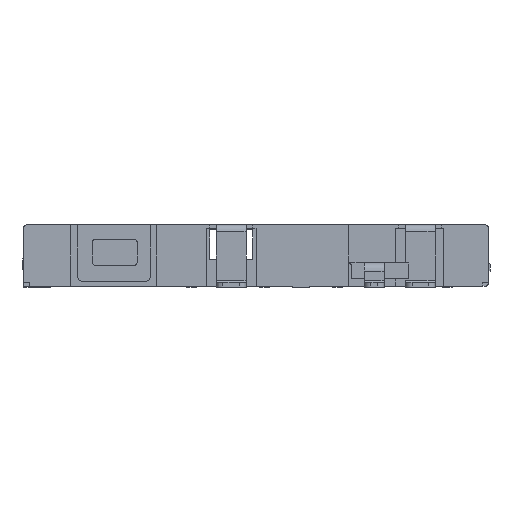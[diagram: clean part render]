
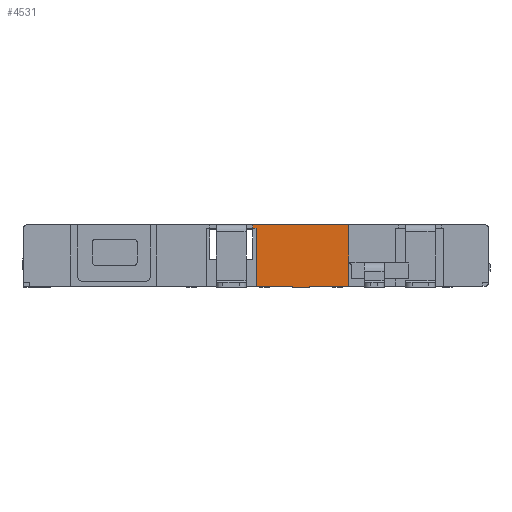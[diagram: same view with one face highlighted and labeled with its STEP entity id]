
A CAD part, front view. The second image highlights one B-rep face of the part: STEP entity #4531.
In plain terms, the highlighted planar face has unit normal (0, -1, 0).
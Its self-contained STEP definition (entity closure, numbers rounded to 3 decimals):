
#1796 = VERTEX_POINT('',#1797);
#1797 = CARTESIAN_POINT('',(0.65,-0.34,1.88));
#1803 = EDGE_CURVE('',#1796,#1804,#1806,.T.);
#1804 = VERTEX_POINT('',#1805);
#1805 = CARTESIAN_POINT('',(3.55,-0.34,1.88));
#1806 = LINE('',#1807,#1808);
#1807 = CARTESIAN_POINT('',(-6.25,-0.34,1.88));
#1808 = VECTOR('',#1809,1.);
#1809 = DIRECTION('',(1.,0.,0.));
#4531 = ADVANCED_FACE('',(#4532),#4605,.T.);
#4532 = FACE_BOUND('',#4533,.T.);
#4533 = EDGE_LOOP('',(#4534,#4544,#4552,#4558,#4559,#4567,#4575,#4583,
    #4591,#4599));
#4534 = ORIENTED_EDGE('',*,*,#4535,.T.);
#4535 = EDGE_CURVE('',#4536,#4538,#4540,.T.);
#4536 = VERTEX_POINT('',#4537);
#4537 = CARTESIAN_POINT('',(2.36,-0.34,0.));
#4538 = VERTEX_POINT('',#4539);
#4539 = CARTESIAN_POINT('',(2.36,-0.34,0.03));
#4540 = LINE('',#4541,#4542);
#4541 = CARTESIAN_POINT('',(2.36,-0.34,0.03));
#4542 = VECTOR('',#4543,1.);
#4543 = DIRECTION('',(0.,0.,1.));
#4544 = ORIENTED_EDGE('',*,*,#4545,.T.);
#4545 = EDGE_CURVE('',#4538,#4546,#4548,.T.);
#4546 = VERTEX_POINT('',#4547);
#4547 = CARTESIAN_POINT('',(3.55,-0.34,0.03));
#4548 = LINE('',#4549,#4550);
#4549 = CARTESIAN_POINT('',(-6.06,-0.34,0.03));
#4550 = VECTOR('',#4551,1.);
#4551 = DIRECTION('',(1.,0.,0.));
#4552 = ORIENTED_EDGE('',*,*,#4553,.T.);
#4553 = EDGE_CURVE('',#4546,#1804,#4554,.T.);
#4554 = LINE('',#4555,#4556);
#4555 = CARTESIAN_POINT('',(3.55,-0.34,0.03));
#4556 = VECTOR('',#4557,1.);
#4557 = DIRECTION('',(0.,0.,1.));
#4558 = ORIENTED_EDGE('',*,*,#1803,.F.);
#4559 = ORIENTED_EDGE('',*,*,#4560,.T.);
#4560 = EDGE_CURVE('',#1796,#4561,#4563,.T.);
#4561 = VERTEX_POINT('',#4562);
#4562 = CARTESIAN_POINT('',(0.65,-0.34,1.78));
#4563 = LINE('',#4564,#4565);
#4564 = CARTESIAN_POINT('',(0.65,-0.34,0.03));
#4565 = VECTOR('',#4566,1.);
#4566 = DIRECTION('',(0.,0.,-1.));
#4567 = ORIENTED_EDGE('',*,*,#4568,.F.);
#4568 = EDGE_CURVE('',#4569,#4561,#4571,.T.);
#4569 = VERTEX_POINT('',#4570);
#4570 = CARTESIAN_POINT('',(0.75,-0.34,1.78));
#4571 = LINE('',#4572,#4573);
#4572 = CARTESIAN_POINT('',(0.75,-0.34,1.78));
#4573 = VECTOR('',#4574,1.);
#4574 = DIRECTION('',(-1.,0.,0.));
#4575 = ORIENTED_EDGE('',*,*,#4576,.T.);
#4576 = EDGE_CURVE('',#4569,#4577,#4579,.T.);
#4577 = VERTEX_POINT('',#4578);
#4578 = CARTESIAN_POINT('',(0.75,-0.34,0.03));
#4579 = LINE('',#4580,#4581);
#4580 = CARTESIAN_POINT('',(0.75,-0.34,0.03));
#4581 = VECTOR('',#4582,1.);
#4582 = DIRECTION('',(0.,0.,-1.));
#4583 = ORIENTED_EDGE('',*,*,#4584,.T.);
#4584 = EDGE_CURVE('',#4577,#4585,#4587,.T.);
#4585 = VERTEX_POINT('',#4586);
#4586 = CARTESIAN_POINT('',(1.86,-0.34,0.03));
#4587 = LINE('',#4588,#4589);
#4588 = CARTESIAN_POINT('',(-6.06,-0.34,0.03));
#4589 = VECTOR('',#4590,1.);
#4590 = DIRECTION('',(1.,0.,0.));
#4591 = ORIENTED_EDGE('',*,*,#4592,.T.);
#4592 = EDGE_CURVE('',#4585,#4593,#4595,.T.);
#4593 = VERTEX_POINT('',#4594);
#4594 = CARTESIAN_POINT('',(1.86,-0.34,0.));
#4595 = LINE('',#4596,#4597);
#4596 = CARTESIAN_POINT('',(1.86,-0.34,0.03));
#4597 = VECTOR('',#4598,1.);
#4598 = DIRECTION('',(0.,0.,-1.));
#4599 = ORIENTED_EDGE('',*,*,#4600,.T.);
#4600 = EDGE_CURVE('',#4593,#4536,#4601,.T.);
#4601 = LINE('',#4602,#4603);
#4602 = CARTESIAN_POINT('',(-6.06,-0.34,0.));
#4603 = VECTOR('',#4604,1.);
#4604 = DIRECTION('',(1.,0.,0.));
#4605 = PLANE('',#4606);
#4606 = AXIS2_PLACEMENT_3D('',#4607,#4608,#4609);
#4607 = CARTESIAN_POINT('',(-6.06,-0.34,0.03));
#4608 = DIRECTION('',(0.,-1.,0.));
#4609 = DIRECTION('',(0.,0.,1.));
